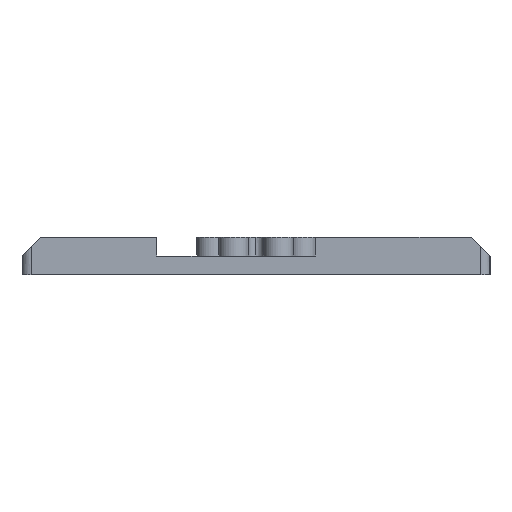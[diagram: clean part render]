
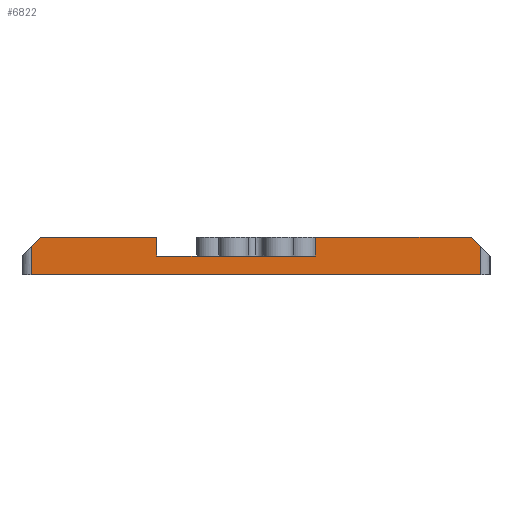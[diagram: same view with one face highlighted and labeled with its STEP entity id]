
A CAD part, left-side view. The second image highlights one B-rep face of the part: STEP entity #6822.
In plain terms, the highlighted planar face has unit normal (-1, 0, 0).
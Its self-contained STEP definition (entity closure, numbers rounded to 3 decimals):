
#1046=PLANE('',#7278);
#1110=FACE_OUTER_BOUND('',#1499,.T.);
#1499=EDGE_LOOP('',(#4599,#4600,#4601,#4602,#4603,#4604,#4605,#4606,#4607,
#4608));
#1862=LINE('',#8678,#2063);
#1869=LINE('',#8696,#2070);
#1870=LINE('',#8700,#2071);
#1871=LINE('',#8704,#2072);
#1873=LINE('',#8710,#2074);
#1874=LINE('',#8712,#2075);
#1875=LINE('',#8714,#2076);
#1876=LINE('',#8716,#2077);
#1877=LINE('',#8717,#2078);
#1878=LINE('',#8718,#2079);
#2063=VECTOR('',#7794,10.);
#2070=VECTOR('',#7811,10.);
#2071=VECTOR('',#7816,10.);
#2072=VECTOR('',#7821,10.);
#2074=VECTOR('',#7827,10.);
#2075=VECTOR('',#7828,10.);
#2076=VECTOR('',#7829,10.);
#2077=VECTOR('',#7830,10.);
#2078=VECTOR('',#7831,10.);
#2079=VECTOR('',#7832,10.);
#2511=VERTEX_POINT('',#8675);
#2512=VERTEX_POINT('',#8677);
#2517=VERTEX_POINT('',#8693);
#2518=VERTEX_POINT('',#8695);
#2519=VERTEX_POINT('',#8699);
#2520=VERTEX_POINT('',#8703);
#2522=VERTEX_POINT('',#8709);
#2523=VERTEX_POINT('',#8711);
#2524=VERTEX_POINT('',#8713);
#2525=VERTEX_POINT('',#8715);
#3348=EDGE_CURVE('',#2511,#2512,#1862,.T.);
#3357=EDGE_CURVE('',#2517,#2518,#1869,.T.);
#3359=EDGE_CURVE('',#2518,#2519,#1870,.T.);
#3361=EDGE_CURVE('',#2520,#2519,#1871,.T.);
#3364=EDGE_CURVE('',#2517,#2522,#1873,.T.);
#3365=EDGE_CURVE('',#2522,#2523,#1874,.T.);
#3366=EDGE_CURVE('',#2523,#2524,#1875,.T.);
#3367=EDGE_CURVE('',#2524,#2525,#1876,.T.);
#3368=EDGE_CURVE('',#2525,#2512,#1877,.T.);
#3369=EDGE_CURVE('',#2520,#2511,#1878,.T.);
#4599=ORIENTED_EDGE('',*,*,#3359,.F.);
#4600=ORIENTED_EDGE('',*,*,#3357,.F.);
#4601=ORIENTED_EDGE('',*,*,#3364,.T.);
#4602=ORIENTED_EDGE('',*,*,#3365,.T.);
#4603=ORIENTED_EDGE('',*,*,#3366,.T.);
#4604=ORIENTED_EDGE('',*,*,#3367,.T.);
#4605=ORIENTED_EDGE('',*,*,#3368,.T.);
#4606=ORIENTED_EDGE('',*,*,#3348,.F.);
#4607=ORIENTED_EDGE('',*,*,#3369,.F.);
#4608=ORIENTED_EDGE('',*,*,#3361,.T.);
#6822=ADVANCED_FACE('',(#1110),#1046,.F.);
#7278=AXIS2_PLACEMENT_3D('',#8708,#7825,#7826);
#7794=DIRECTION('',(0.,-0.707,0.707));
#7811=DIRECTION('',(0.,-0.707,-0.707));
#7816=DIRECTION('',(0.,0.,-1.));
#7821=DIRECTION('',(0.,-1.,0.));
#7825=DIRECTION('center_axis',(1.,0.,0.));
#7826=DIRECTION('ref_axis',(0.,0.,-1.));
#7827=DIRECTION('',(0.,1.,0.));
#7828=DIRECTION('',(0.,0.,-1.));
#7829=DIRECTION('',(0.,1.,0.));
#7830=DIRECTION('',(0.,0.,1.));
#7831=DIRECTION('',(0.,1.,0.));
#7832=DIRECTION('',(0.,0.,1.));
#8675=CARTESIAN_POINT('',(0.,48.,-2.));
#8677=CARTESIAN_POINT('',(0.,46.,0.));
#8678=CARTESIAN_POINT('',(0.,36.5,9.5));
#8693=CARTESIAN_POINT('',(0.,-46.,0.));
#8695=CARTESIAN_POINT('',(0.,-48.,-2.));
#8696=CARTESIAN_POINT('',(0.,-36.5,9.5));
#8699=CARTESIAN_POINT('',(0.,-48.,-8.));
#8700=CARTESIAN_POINT('',(0.,-48.,-2.));
#8703=CARTESIAN_POINT('',(0.,48.,-8.));
#8704=CARTESIAN_POINT('',(0.,50.,-8.));
#8708=CARTESIAN_POINT('Origin',(0.,0.,-4.));
#8709=CARTESIAN_POINT('',(0.,-12.699,0.));
#8710=CARTESIAN_POINT('',(0.,-6.634,0.));
#8711=CARTESIAN_POINT('',(0.,-12.699,-4.));
#8712=CARTESIAN_POINT('',(0.,-12.699,-2.));
#8713=CARTESIAN_POINT('',(0.,21.179,-4.));
#8714=CARTESIAN_POINT('',(0.,-6.219,-4.));
#8715=CARTESIAN_POINT('',(0.,21.179,0.));
#8716=CARTESIAN_POINT('',(0.,21.179,-4.));
#8717=CARTESIAN_POINT('',(0.,-50.,0.));
#8718=CARTESIAN_POINT('',(0.,48.,-6.));
